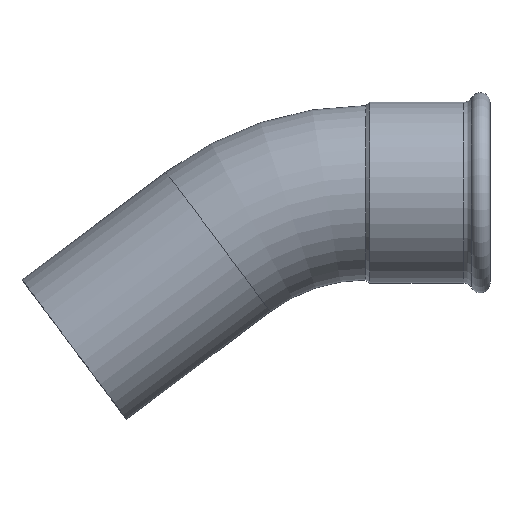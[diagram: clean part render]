
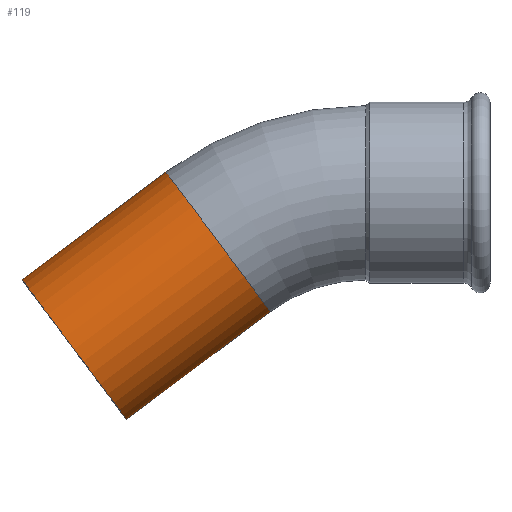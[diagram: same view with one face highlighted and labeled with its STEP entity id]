
A CAD part, top view. The second image highlights one B-rep face of the part: STEP entity #119.
In plain terms, the highlighted cylindrical face has radius 54 mm (diameter 108 mm), a partial arc.
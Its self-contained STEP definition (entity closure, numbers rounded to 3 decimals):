
#26 = EDGE_CURVE ( 'NONE', #153, #430, #154, .T. ) ;
#29 = ORIENTED_EDGE ( 'NONE', *, *, #26, .F. ) ;
#35 = DIRECTION ( 'NONE',  ( 0.801, 0.599, 0. ) ) ;
#61 = EDGE_CURVE ( 'NONE', #439, #678, #273, .T. ) ;
#67 = AXIS2_PLACEMENT_3D ( 'NONE', #522, #35, #702 ) ;
#84 = LINE ( 'NONE', #88, #275 ) ;
#88 = CARTESIAN_POINT ( 'NONE',  ( -151.889, -23.44, 0. ) ) ;
#91 = DIRECTION ( 'NONE',  ( 0.801, 0.599, 0. ) ) ;
#106 = DIRECTION ( 'NONE',  ( -0.599, 0.801, 0. ) ) ;
#119 = ADVANCED_FACE ( 'NONE', ( #711 ), #292, .T. ) ;
#120 = DIRECTION ( 'NONE',  ( -0.599, 0.801, 0. ) ) ;
#153 = VERTEX_POINT ( 'NONE', #538 ) ;
#154 = CIRCLE ( 'NONE', #67, 54. ) ;
#167 = AXIS2_PLACEMENT_3D ( 'NONE', #403, #526, #106 ) ;
#188 = CARTESIAN_POINT ( 'NONE',  ( -119.542, -66.68, 0. ) ) ;
#273 = CIRCLE ( 'NONE', #167, 54. ) ;
#275 = VECTOR ( 'NONE', #379, 1000. ) ;
#280 = AXIS2_PLACEMENT_3D ( 'NONE', #188, #296, #120 ) ;
#292 = CYLINDRICAL_SURFACE ( 'NONE', #280, 54. ) ;
#296 = DIRECTION ( 'NONE',  ( 0.801, 0.599, 0. ) ) ;
#319 = CARTESIAN_POINT ( 'NONE',  ( -87.196, -109.92, 0. ) ) ;
#379 = DIRECTION ( 'NONE',  ( 0.801, 0.599, 0. ) ) ;
#403 = CARTESIAN_POINT ( 'NONE',  ( -119.542, -66.68, 0. ) ) ;
#430 = VERTEX_POINT ( 'NONE', #475 ) ;
#439 = VERTEX_POINT ( 'NONE', #480 ) ;
#447 = EDGE_CURVE ( 'NONE', #439, #153, #84, .T. ) ;
#475 = CARTESIAN_POINT ( 'NONE',  ( 1.941, -43.24, 0. ) ) ;
#480 = CARTESIAN_POINT ( 'NONE',  ( -151.889, -23.44, 0. ) ) ;
#492 = ORIENTED_EDGE ( 'NONE', *, *, #713, .T. ) ;
#522 = CARTESIAN_POINT ( 'NONE',  ( -30.406, 0., 0. ) ) ;
#526 = DIRECTION ( 'NONE',  ( 0.801, 0.599, 0. ) ) ;
#536 = ORIENTED_EDGE ( 'NONE', *, *, #447, .F. ) ;
#538 = CARTESIAN_POINT ( 'NONE',  ( -62.752, 43.24, 0. ) ) ;
#579 = ORIENTED_EDGE ( 'NONE', *, *, #61, .T. ) ;
#628 = CARTESIAN_POINT ( 'NONE',  ( -87.196, -109.92, 0. ) ) ;
#663 = VECTOR ( 'NONE', #91, 1000. ) ;
#678 = VERTEX_POINT ( 'NONE', #319 ) ;
#682 = EDGE_LOOP ( 'NONE', ( #579, #492, #29, #536 ) ) ;
#691 = LINE ( 'NONE', #628, #663 ) ;
#702 = DIRECTION ( 'NONE',  ( -0.599, 0.801, 0. ) ) ;
#711 = FACE_OUTER_BOUND ( 'NONE', #682, .T. ) ;
#713 = EDGE_CURVE ( 'NONE', #678, #430, #691, .T. ) ;
